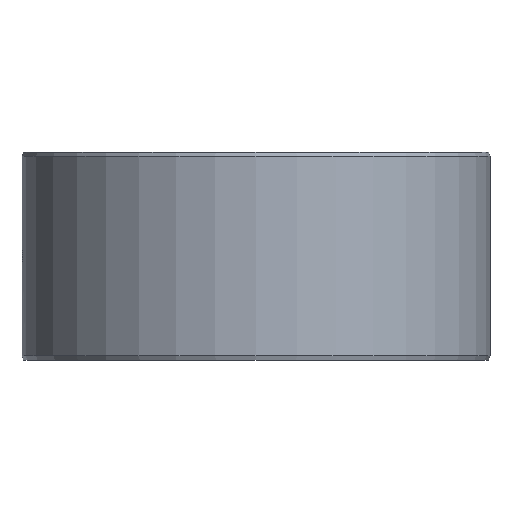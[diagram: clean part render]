
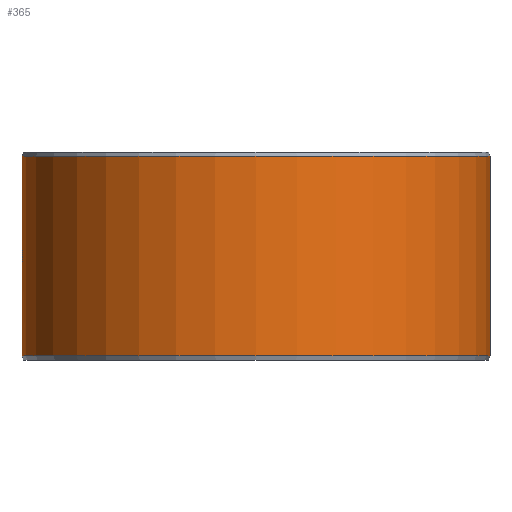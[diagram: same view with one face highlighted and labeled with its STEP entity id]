
A CAD part, left-side view. The second image highlights one B-rep face of the part: STEP entity #365.
In plain terms, the highlighted cylindrical face has radius 67.5 mm (diameter 135 mm), a partial arc.
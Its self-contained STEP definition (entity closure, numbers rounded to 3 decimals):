
#64=CARTESIAN_POINT('',(0.,67.5,4.));
#65=CARTESIAN_POINT('',(-0.302,67.5,4.));
#66=CARTESIAN_POINT('',(-0.89,67.496,3.935));
#67=CARTESIAN_POINT('',(-1.763,67.479,3.628));
#68=CARTESIAN_POINT('',(-2.514,67.454,3.154));
#69=CARTESIAN_POINT('',(-3.161,67.427,2.506));
#70=CARTESIAN_POINT('',(-3.635,67.402,1.748));
#71=CARTESIAN_POINT('',(-3.934,67.385,0.889));
#72=CARTESIAN_POINT('',(-4.,67.381,0.302));
#73=CARTESIAN_POINT('',(-4.,67.381,0.));
#75=CARTESIAN_POINT('',(0.,0.,28.8));
#76=DIRECTION('',(0.,0.,-1.));
#77=DIRECTION('',(0.,-1.,0.));
#78=AXIS2_PLACEMENT_3D('',#75,#76,#77);
#80=CARTESIAN_POINT('',(-4.,67.381,0.));
#81=CARTESIAN_POINT('',(-4.,67.381,-0.354));
#82=CARTESIAN_POINT('',(-3.91,67.387,-1.036));
#83=CARTESIAN_POINT('',(-3.508,67.409,-2.018));
#84=CARTESIAN_POINT('',(-2.861,67.441,-2.86));
#85=CARTESIAN_POINT('',(-2.029,67.472,-3.501));
#86=CARTESIAN_POINT('',(-1.038,67.495,-3.91));
#87=CARTESIAN_POINT('',(-0.354,67.5,-4.));
#88=CARTESIAN_POINT('',(0.,67.5,-4.));
#114=DIRECTION('',(0.,0.,-1.));
#115=VECTOR('',#114,24.8);
#116=CARTESIAN_POINT('',(0.,67.5,-4.));
#117=LINE('',#116,#115);
#118=DIRECTION('',(0.,0.,-1.));
#119=VECTOR('',#118,57.6);
#120=CARTESIAN_POINT('',(0.,-67.5,28.8));
#121=LINE('',#120,#119);
#127=DIRECTION('',(0.,0.,-1.));
#128=VECTOR('',#127,24.8);
#129=CARTESIAN_POINT('',(0.,67.5,28.8));
#130=LINE('',#129,#128);
#189=CARTESIAN_POINT('',(0.,0.,-28.8));
#190=DIRECTION('',(0.,0.,-1.));
#191=DIRECTION('',(0.,-1.,0.));
#192=AXIS2_PLACEMENT_3D('',#189,#190,#191);
#240=CARTESIAN_POINT('',(0.,-67.5,28.8));
#242=VERTEX_POINT('',#240);
#243=CARTESIAN_POINT('',(0.,-67.5,-28.8));
#244=VERTEX_POINT('',#243);
#256=CARTESIAN_POINT('',(0.,67.5,28.8));
#258=VERTEX_POINT('',#256);
#259=CARTESIAN_POINT('',(0.,67.5,-28.8));
#261=VERTEX_POINT('',#259);
#267=VERTEX_POINT('',#64);
#268=VERTEX_POINT('',#73);
#269=VERTEX_POINT('',#88);
#345=CARTESIAN_POINT('',(0.,0.,33.));
#346=DIRECTION('',(0.,0.,-1.));
#347=DIRECTION('',(0.,-1.,0.));
#348=AXIS2_PLACEMENT_3D('',#345,#346,#347);
#349=CYLINDRICAL_SURFACE('',#348,67.5);
#350=ORIENTED_EDGE('',*,*,#331,.F.);
#352=ORIENTED_EDGE('',*,*,#351,.F.);
#354=ORIENTED_EDGE('',*,*,#353,.F.);
#356=ORIENTED_EDGE('',*,*,#355,.T.);
#358=ORIENTED_EDGE('',*,*,#357,.T.);
#360=ORIENTED_EDGE('',*,*,#359,.F.);
#362=ORIENTED_EDGE('',*,*,#361,.F.);
#363=EDGE_LOOP('',(#350,#352,#354,#356,#358,#360,#362));
#364=FACE_OUTER_BOUND('',#363,.F.);
#365=ADVANCED_FACE('',(#364),#349,.T.);
#74=B_SPLINE_CURVE_WITH_KNOTS('',3,(#64,#65,#66,#67,#68,#69,#70,#71,#72,#73),
.UNSPECIFIED.,.F.,.F.,(4,1,1,1,1,1,1,4),(0.,0.143,
0.286,0.429,0.571,0.714,
0.857,1.),.UNSPECIFIED.);
#79=CIRCLE('',#78,67.5);
#89=B_SPLINE_CURVE_WITH_KNOTS('',3,(#80,#81,#82,#83,#84,#85,#86,#87,#88),
.UNSPECIFIED.,.F.,.F.,(4,1,1,1,1,1,4),(0.,0.167,0.333,
0.5,0.667,0.833,1.),.UNSPECIFIED.);
#193=CIRCLE('',#192,67.5);
#331=EDGE_CURVE('',#267,#268,#74,.T.);
#351=EDGE_CURVE('',#258,#267,#130,.T.);
#353=EDGE_CURVE('',#242,#258,#79,.T.);
#355=EDGE_CURVE('',#242,#244,#121,.T.);
#357=EDGE_CURVE('',#244,#261,#193,.T.);
#359=EDGE_CURVE('',#269,#261,#117,.T.);
#361=EDGE_CURVE('',#268,#269,#89,.T.);
